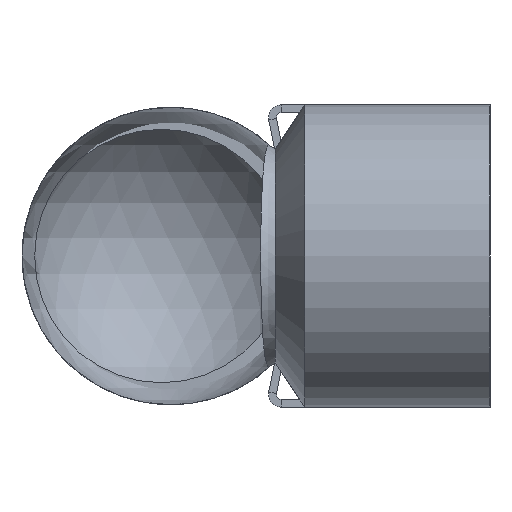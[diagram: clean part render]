
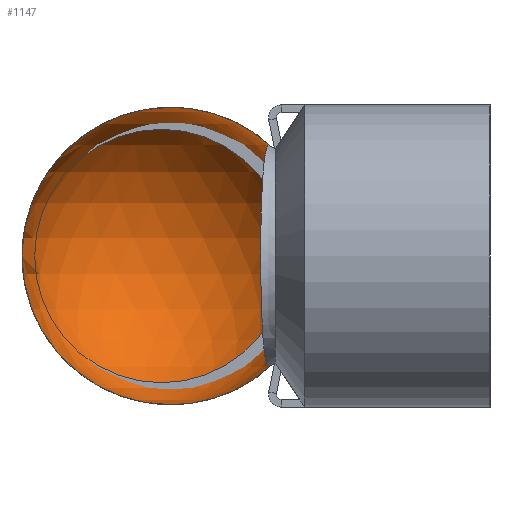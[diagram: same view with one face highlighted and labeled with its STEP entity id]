
A CAD part, left-side view. The second image highlights one B-rep face of the part: STEP entity #1147.
In plain terms, the highlighted spherical face has radius 15.25 mm.
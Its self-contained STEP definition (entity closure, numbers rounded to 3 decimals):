
#143 = VERTEX_POINT ( 'NONE', #1192 ) ;
#153 = CARTESIAN_POINT ( 'NONE',  ( -173.663, 22.699, -11.388 ) ) ;
#166 = CARTESIAN_POINT ( 'NONE',  ( -181.577, 23.337, -7.585 ) ) ;
#171 = CARTESIAN_POINT ( 'NONE',  ( -184.293, 23.509, 1.506 ) ) ;
#172 = EDGE_CURVE ( 'NONE', #143, #805, #2862, .T. ) ;
#186 = CARTESIAN_POINT ( 'NONE',  ( -179.605, 23.201, 9.351 ) ) ;
#294 = DIRECTION ( 'NONE',  ( 0., -1., 0. ) ) ;
#376 = CARTESIAN_POINT ( 'NONE',  ( -172.693, 22.591, -11.367 ) ) ;
#387 = ORIENTED_EDGE ( 'NONE', *, *, #3265, .T. ) ;
#398 = DIRECTION ( 'NONE',  ( -1., 0., 0. ) ) ;
#407 = CARTESIAN_POINT ( 'NONE',  ( -174.79, 22.81, -11.29 ) ) ;
#420 = CARTESIAN_POINT ( 'NONE',  ( -182.673, 23.408, -6.067 ) ) ;
#437 = CARTESIAN_POINT ( 'NONE',  ( -184.017, 23.492, 2.993 ) ) ;
#449 = CARTESIAN_POINT ( 'NONE',  ( -178.011, 23.084, 10.321 ) ) ;
#694 = CARTESIAN_POINT ( 'NONE',  ( -176.618, 22.973, -10.884 ) ) ;
#713 = CARTESIAN_POINT ( 'NONE',  ( -183.22, 23.443, -5.073 ) ) ;
#718 = CARTESIAN_POINT ( 'NONE',  ( -183.373, 23.452, 4.748 ) ) ;
#724 = CARTESIAN_POINT ( 'NONE',  ( -175.889, 22.911, 11.094 ) ) ;
#738 = AXIS2_PLACEMENT_3D ( 'NONE', #2004, #398, #2258 ) ;
#805 = VERTEX_POINT ( 'NONE', #1705 ) ;
#856 = EDGE_CURVE ( 'NONE', #2339, #143, #1007, .T. ) ;
#894 = AXIS2_PLACEMENT_3D ( 'NONE', #1900, #1367, #294 ) ;
#904 = VERTEX_POINT ( 'NONE', #2330 ) ;
#931 = CARTESIAN_POINT ( 'NONE',  ( -172.693, 22.591, 11.367 ) ) ;
#942 = CARTESIAN_POINT ( 'NONE',  ( -172.913, 22.616, -11.377 ) ) ;
#956 = CARTESIAN_POINT ( 'NONE',  ( -178.01, 23.083, -10.299 ) ) ;
#962 = CARTESIAN_POINT ( 'NONE',  ( -183.806, 23.479, -3.693 ) ) ;
#977 = CARTESIAN_POINT ( 'NONE',  ( -182.857, 23.42, 5.757 ) ) ;
#994 = CARTESIAN_POINT ( 'NONE',  ( -174.418, 22.775, 11.336 ) ) ;
#1007 = B_SPLINE_CURVE_WITH_KNOTS ( 'NONE', 3,
 ( #942, #3038, #153, #2014, #407, #2277, #694, #2526, #956, #2792, #1222, #3046, #1493, #3314, #1744, #166, #2031, #420, #2288, #713, #2541, #962, #2805, #1242, #3053, #1501, #3333, #1759, #171, #2046, #437, #2297, #718, #2558, #977, #2816, #1255, #3070, #1508, #3344, #1775, #186, #2052, #449, #2310, #724, #2563, #994, #2829, #1260, #3084 ),
 .UNSPECIFIED., .F., .F.,
 ( 4, 2, 2, 2, 2, 2, 2, 2, 2, 2, 2, 2, 2, 1, 2, 2, 2, 2, 2, 2, 2, 2, 2, 2, 2, 4 ),
 ( 0.001, 0.002, 0.003, 0.005, 0.006, 0.007, 0.009, 0.01, 0.012, 0.013, 0.014, 0.017, 0.018, 0.019, 0.02, 0.021, 0.023, 0.024, 0.026, 0.028, 0.029, 0.03, 0.032, 0.035, 0.036, 0.037 ),
 .UNSPECIFIED. ) ;
#1147 = ADVANCED_FACE ( 'NONE', ( #1443 ), #2149, .T. ) ;
#1192 = CARTESIAN_POINT ( 'NONE',  ( -172.913, 22.616, 11.377 ) ) ;
#1203 = ORIENTED_EDGE ( 'NONE', *, *, #2296, .T. ) ;
#1222 = CARTESIAN_POINT ( 'NONE',  ( -178.995, 23.157, -9.757 ) ) ;
#1242 = CARTESIAN_POINT ( 'NONE',  ( -184.241, 23.506, -1.863 ) ) ;
#1255 = CARTESIAN_POINT ( 'NONE',  ( -182.04, 23.368, 7.018 ) ) ;
#1260 = CARTESIAN_POINT ( 'NONE',  ( -173.289, 22.659, 11.393 ) ) ;
#1367 = DIRECTION ( 'NONE',  ( 0., 0., 1. ) ) ;
#1443 = FACE_OUTER_BOUND ( 'NONE', #2725, .T. ) ;
#1451 = CARTESIAN_POINT ( 'NONE',  ( -172.25, 22.577, -11.361 ) ) ;
#1493 = CARTESIAN_POINT ( 'NONE',  ( -179.918, 23.224, -9.119 ) ) ;
#1501 = CARTESIAN_POINT ( 'NONE',  ( -184.368, 23.513, -0.739 ) ) ;
#1508 = CARTESIAN_POINT ( 'NONE',  ( -180.77, 23.283, 8.395 ) ) ;
#1664 = ORIENTED_EDGE ( 'NONE', *, *, #856, .T. ) ;
#1705 = CARTESIAN_POINT ( 'NONE',  ( -172.25, 22.577, 11.361 ) ) ;
#1744 = CARTESIAN_POINT ( 'NONE',  ( -180.781, 23.284, -8.385 ) ) ;
#1759 = CARTESIAN_POINT ( 'NONE',  ( -184.367, 23.513, 0.757 ) ) ;
#1775 = CARTESIAN_POINT ( 'NONE',  ( -179.906, 23.223, 9.128 ) ) ;
#1786 = CARTESIAN_POINT ( 'NONE',  ( -172.472, 22.577, 11.361 ) ) ;
#1900 = CARTESIAN_POINT ( 'NONE',  ( -172.25, 32.75, 0. ) ) ;
#1971 = CARTESIAN_POINT ( 'NONE',  ( -172.472, 22.577, -11.361 ) ) ;
#2004 = CARTESIAN_POINT ( 'NONE',  ( -172.25, 32.75, 0. ) ) ;
#2014 = CARTESIAN_POINT ( 'NONE',  ( -174.414, 22.775, -11.336 ) ) ;
#2031 = CARTESIAN_POINT ( 'NONE',  ( -182.05, 23.368, -7.005 ) ) ;
#2046 = CARTESIAN_POINT ( 'NONE',  ( -184.238, 23.506, 1.882 ) ) ;
#2052 = CARTESIAN_POINT ( 'NONE',  ( -178.672, 23.134, 9.97 ) ) ;
#2061 = B_SPLINE_CURVE_WITH_KNOTS ( 'NONE', 3,
 ( #1451, #1971, #376, #2244 ),
 .UNSPECIFIED., .F., .F.,
 ( 4, 4 ),
 ( 0., 0.001 ),
 .UNSPECIFIED. ) ;
#2149 = SPHERICAL_SURFACE ( 'NONE', #894, 15.25 ) ;
#2244 = CARTESIAN_POINT ( 'NONE',  ( -172.913, 22.616, -11.377 ) ) ;
#2254 = CARTESIAN_POINT ( 'NONE',  ( -172.913, 22.616, -11.377 ) ) ;
#2258 = DIRECTION ( 'NONE',  ( 0., 0., 1. ) ) ;
#2277 = CARTESIAN_POINT ( 'NONE',  ( -175.899, 22.912, -11.092 ) ) ;
#2288 = CARTESIAN_POINT ( 'NONE',  ( -182.866, 23.421, -5.741 ) ) ;
#2296 = EDGE_CURVE ( 'NONE', #904, #2339, #2061, .T. ) ;
#2297 = CARTESIAN_POINT ( 'NONE',  ( -183.8, 23.479, 3.709 ) ) ;
#2310 = CARTESIAN_POINT ( 'NONE',  ( -176.607, 22.972, 10.888 ) ) ;
#2330 = CARTESIAN_POINT ( 'NONE',  ( -172.25, 22.577, -11.361 ) ) ;
#2339 = VERTEX_POINT ( 'NONE', #2254 ) ;
#2511 = CARTESIAN_POINT ( 'NONE',  ( -172.913, 22.616, 11.377 ) ) ;
#2526 = CARTESIAN_POINT ( 'NONE',  ( -177.667, 23.056, -10.459 ) ) ;
#2541 = CARTESIAN_POINT ( 'NONE',  ( -183.38, 23.453, -4.732 ) ) ;
#2558 = CARTESIAN_POINT ( 'NONE',  ( -183.213, 23.442, 5.088 ) ) ;
#2563 = CARTESIAN_POINT ( 'NONE',  ( -174.789, 22.81, 11.29 ) ) ;
#2725 = EDGE_LOOP ( 'NONE', ( #387, #1203, #1664, #3414 ) ) ;
#2792 = CARTESIAN_POINT ( 'NONE',  ( -178.673, 23.133, -9.948 ) ) ;
#2805 = CARTESIAN_POINT ( 'NONE',  ( -184.022, 23.492, -2.976 ) ) ;
#2816 = CARTESIAN_POINT ( 'NONE',  ( -182.663, 23.408, 6.082 ) ) ;
#2829 = CARTESIAN_POINT ( 'NONE',  ( -173.668, 22.699, 11.388 ) ) ;
#2862 = B_SPLINE_CURVE_WITH_KNOTS ( 'NONE', 3,
 ( #2511, #931, #1786, #3361 ),
 .UNSPECIFIED., .F., .F.,
 ( 4, 4 ),
 ( 0., 0.001 ),
 .UNSPECIFIED. ) ;
#2978 = CIRCLE ( 'NONE', #738, 15.25 ) ;
#3038 = CARTESIAN_POINT ( 'NONE',  ( -173.288, 22.659, -11.393 ) ) ;
#3046 = CARTESIAN_POINT ( 'NONE',  ( -179.617, 23.202, -9.342 ) ) ;
#3053 = CARTESIAN_POINT ( 'NONE',  ( -184.296, 23.509, -1.487 ) ) ;
#3070 = CARTESIAN_POINT ( 'NONE',  ( -181.567, 23.337, 7.597 ) ) ;
#3084 = CARTESIAN_POINT ( 'NONE',  ( -172.913, 22.616, 11.377 ) ) ;
#3265 = EDGE_CURVE ( 'NONE', #805, #904, #2978, .T. ) ;
#3314 = CARTESIAN_POINT ( 'NONE',  ( -180.5, 23.264, -8.641 ) ) ;
#3333 = CARTESIAN_POINT ( 'NONE',  ( -184.403, 23.516, 0.009 ) ) ;
#3344 = CARTESIAN_POINT ( 'NONE',  ( -180.489, 23.264, 8.651 ) ) ;
#3361 = CARTESIAN_POINT ( 'NONE',  ( -172.25, 22.577, 11.361 ) ) ;
#3414 = ORIENTED_EDGE ( 'NONE', *, *, #172, .T. ) ;
